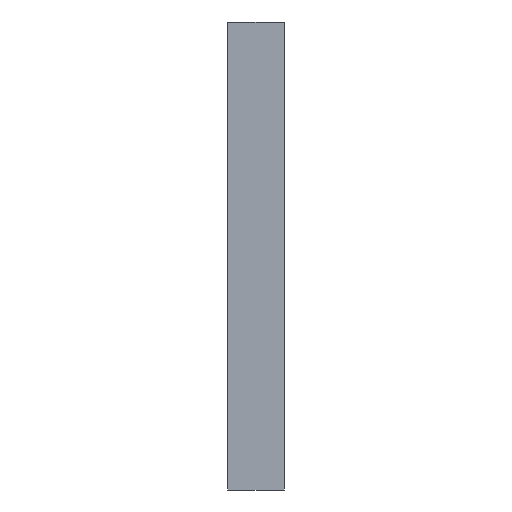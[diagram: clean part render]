
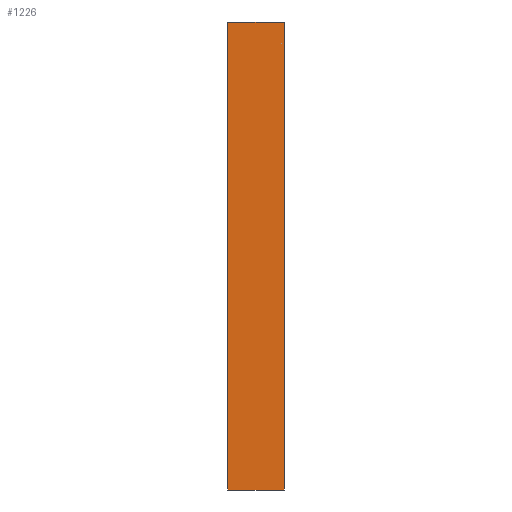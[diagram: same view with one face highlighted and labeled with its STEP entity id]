
A CAD part, front view. The second image highlights one B-rep face of the part: STEP entity #1226.
In plain terms, the highlighted planar face has unit normal (0, -1, 0).
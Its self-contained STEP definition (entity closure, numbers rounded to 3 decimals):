
#65 = FACE_OUTER_BOUND ( 'NONE', #736, .T. ) ;
#109 = ORIENTED_EDGE ( 'NONE', *, *, #478, .T. ) ;
#219 = LINE ( 'NONE', #1005, #844 ) ;
#235 = EDGE_CURVE ( 'NONE', #1269, #815, #833, .T. ) ;
#254 = ORIENTED_EDGE ( 'NONE', *, *, #1110, .T. ) ;
#283 = DIRECTION ( 'NONE',  ( 0., 0., 1. ) ) ;
#295 = CARTESIAN_POINT ( 'NONE',  ( 15., 0., 0. ) ) ;
#420 = CARTESIAN_POINT ( 'NONE',  ( 30., 0., 250. ) ) ;
#426 = DIRECTION ( 'NONE',  ( 1., 0., 0. ) ) ;
#433 = VERTEX_POINT ( 'NONE', #1219 ) ;
#445 = DIRECTION ( 'NONE',  ( 0., 0., -1. ) ) ;
#478 = EDGE_CURVE ( 'NONE', #815, #433, #960, .T. ) ;
#517 = CARTESIAN_POINT ( 'NONE',  ( 30., 0., 0. ) ) ;
#552 = CARTESIAN_POINT ( 'NONE',  ( 0., 0., 0. ) ) ;
#553 = ORIENTED_EDGE ( 'NONE', *, *, #235, .T. ) ;
#569 = LINE ( 'NONE', #1268, #847 ) ;
#582 = CARTESIAN_POINT ( 'NONE',  ( 0., 0., 250. ) ) ;
#596 = VECTOR ( 'NONE', #445, 1000. ) ;
#618 = VERTEX_POINT ( 'NONE', #517 ) ;
#683 = ORIENTED_EDGE ( 'NONE', *, *, #705, .T. ) ;
#705 = EDGE_CURVE ( 'NONE', #433, #618, #569, .T. ) ;
#736 = EDGE_LOOP ( 'NONE', ( #553, #109, #683, #254 ) ) ;
#815 = VERTEX_POINT ( 'NONE', #582 ) ;
#833 = LINE ( 'NONE', #1435, #1436 ) ;
#844 = VECTOR ( 'NONE', #283, 1000. ) ;
#847 = VECTOR ( 'NONE', #1383, 1000. ) ;
#960 = LINE ( 'NONE', #552, #596 ) ;
#962 = DIRECTION ( 'NONE',  ( -1., 0., 0. ) ) ;
#1005 = CARTESIAN_POINT ( 'NONE',  ( 30., 0., 0. ) ) ;
#1110 = EDGE_CURVE ( 'NONE', #618, #1269, #219, .T. ) ;
#1132 = PLANE ( 'NONE',  #1358 ) ;
#1136 = DIRECTION ( 'NONE',  ( 0., -1., 0. ) ) ;
#1219 = CARTESIAN_POINT ( 'NONE',  ( 0., 0., 0. ) ) ;
#1226 = ADVANCED_FACE ( 'NONE', ( #65 ), #1132, .T. ) ;
#1268 = CARTESIAN_POINT ( 'NONE',  ( 15., 0., 0. ) ) ;
#1269 = VERTEX_POINT ( 'NONE', #420 ) ;
#1358 = AXIS2_PLACEMENT_3D ( 'NONE', #295, #1136, #426 ) ;
#1383 = DIRECTION ( 'NONE',  ( 1., 0., 0. ) ) ;
#1435 = CARTESIAN_POINT ( 'NONE',  ( 15., 0., 250. ) ) ;
#1436 = VECTOR ( 'NONE', #962, 1000. ) ;
